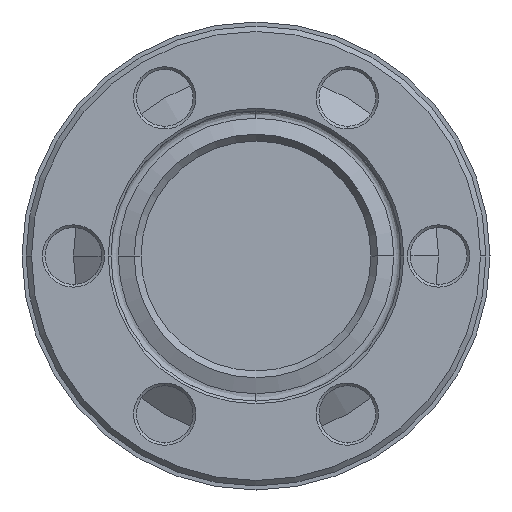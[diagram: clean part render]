
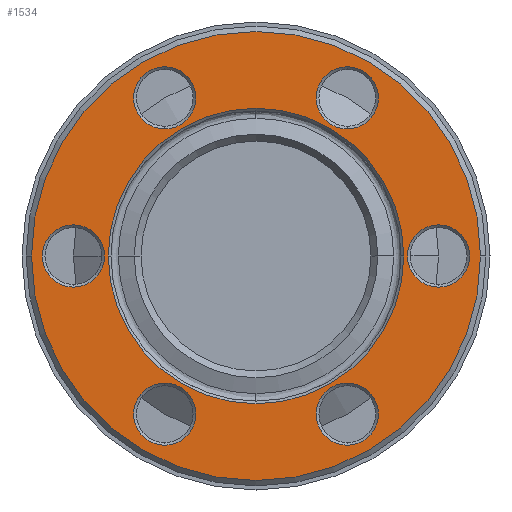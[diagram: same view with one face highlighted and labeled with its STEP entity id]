
A CAD part, left-side view. The second image highlights one B-rep face of the part: STEP entity #1534.
In plain terms, the highlighted planar face has unit normal (-1, 0, 0).
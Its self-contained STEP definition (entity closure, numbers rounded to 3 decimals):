
#206=CARTESIAN_POINT('',(-55.65,16.6,0.0));
#207=VERTEX_POINT('',#206);
#214=CARTESIAN_POINT('',(-55.65,-16.6,0.));
#215=VERTEX_POINT('',#214);
#216=CARTESIAN_POINT('',(-55.65,0.0,0.0));
#217=DIRECTION('',(1.0,0.0,0.0));
#218=DIRECTION('',(0.0,1.0,0.0));
#219=AXIS2_PLACEMENT_3D('',#216,#217,#218);
#220=CIRCLE('',#219,16.6);
#221=EDGE_CURVE('',#207,#215,#220,.T.);
#238=CARTESIAN_POINT('',(-55.65,10.925,0.0));
#239=VERTEX_POINT('',#238);
#248=CARTESIAN_POINT('',(-55.65,-10.925,0.));
#249=VERTEX_POINT('',#248);
#250=CARTESIAN_POINT('',(-55.65,0.0,0.0));
#251=DIRECTION('',(1.0,0.0,0.0));
#252=DIRECTION('',(0.0,1.0,0.0));
#253=AXIS2_PLACEMENT_3D('',#250,#251,#252);
#254=CIRCLE('',#253,10.925);
#255=EDGE_CURVE('',#249,#239,#254,.T.);
#1054=CARTESIAN_POINT('',(-55.65,-6.75,9.391));
#1055=VERTEX_POINT('',#1054);
#1063=CARTESIAN_POINT('',(-55.65,-6.75,13.991));
#1064=VERTEX_POINT('',#1063);
#1071=CARTESIAN_POINT('',(-55.65,-6.75,11.691));
#1072=DIRECTION('',(-1.0,0.0,0.0));
#1073=DIRECTION('',(0.0,0.0,-1.0));
#1074=AXIS2_PLACEMENT_3D('',#1071,#1072,#1073);
#1075=CIRCLE('',#1074,2.3);
#1076=EDGE_CURVE('',#1064,#1055,#1075,.T.);
#1124=CARTESIAN_POINT('',(-55.65,6.75,9.391));
#1125=VERTEX_POINT('',#1124);
#1133=CARTESIAN_POINT('',(-55.65,6.75,13.991));
#1134=VERTEX_POINT('',#1133);
#1141=CARTESIAN_POINT('',(-55.65,6.75,11.691));
#1142=DIRECTION('',(-1.0,0.0,0.0));
#1143=DIRECTION('',(0.0,0.0,-1.0));
#1144=AXIS2_PLACEMENT_3D('',#1141,#1142,#1143);
#1145=CIRCLE('',#1144,2.3);
#1146=EDGE_CURVE('',#1134,#1125,#1145,.T.);
#1194=CARTESIAN_POINT('',(-55.65,-6.75,-13.991));
#1195=VERTEX_POINT('',#1194);
#1203=CARTESIAN_POINT('',(-55.65,-6.75,-9.391));
#1204=VERTEX_POINT('',#1203);
#1211=CARTESIAN_POINT('',(-55.65,-6.75,-11.691));
#1212=DIRECTION('',(-1.0,0.0,0.0));
#1213=DIRECTION('',(0.0,0.0,-1.0));
#1214=AXIS2_PLACEMENT_3D('',#1211,#1212,#1213);
#1215=CIRCLE('',#1214,2.3);
#1216=EDGE_CURVE('',#1204,#1195,#1215,.T.);
#1264=CARTESIAN_POINT('',(-55.65,-13.5,-2.3));
#1265=VERTEX_POINT('',#1264);
#1273=CARTESIAN_POINT('',(-55.65,-13.5,2.3));
#1274=VERTEX_POINT('',#1273);
#1281=CARTESIAN_POINT('',(-55.65,-13.5,0.));
#1282=DIRECTION('',(-1.0,0.0,0.0));
#1283=DIRECTION('',(0.0,0.0,-1.0));
#1284=AXIS2_PLACEMENT_3D('',#1281,#1282,#1283);
#1285=CIRCLE('',#1284,2.3);
#1286=EDGE_CURVE('',#1274,#1265,#1285,.T.);
#1334=CARTESIAN_POINT('',(-55.65,13.5,-2.3));
#1335=VERTEX_POINT('',#1334);
#1343=CARTESIAN_POINT('',(-55.65,13.5,2.3));
#1344=VERTEX_POINT('',#1343);
#1351=CARTESIAN_POINT('',(-55.65,13.5,0.0));
#1352=DIRECTION('',(-1.0,0.0,0.0));
#1353=DIRECTION('',(0.0,0.0,-1.0));
#1354=AXIS2_PLACEMENT_3D('',#1351,#1352,#1353);
#1355=CIRCLE('',#1354,2.3);
#1356=EDGE_CURVE('',#1344,#1335,#1355,.T.);
#1404=CARTESIAN_POINT('',(-55.65,6.75,-13.991));
#1405=VERTEX_POINT('',#1404);
#1413=CARTESIAN_POINT('',(-55.65,6.75,-9.391));
#1414=VERTEX_POINT('',#1413);
#1421=CARTESIAN_POINT('',(-55.65,6.75,-11.691));
#1422=DIRECTION('',(-1.0,0.0,0.0));
#1423=DIRECTION('',(0.0,0.0,-1.0));
#1424=AXIS2_PLACEMENT_3D('',#1421,#1422,#1423);
#1425=CIRCLE('',#1424,2.3);
#1426=EDGE_CURVE('',#1414,#1405,#1425,.T.);
#1437=CARTESIAN_POINT('',(-55.65,6.75,-11.691));
#1438=DIRECTION('',(-1.0,0.0,0.0));
#1439=DIRECTION('',(0.0,0.0,-1.0));
#1440=AXIS2_PLACEMENT_3D('',#1437,#1438,#1439);
#1441=CIRCLE('',#1440,2.3);
#1442=EDGE_CURVE('',#1405,#1414,#1441,.T.);
#1455=CARTESIAN_POINT('',(-55.65,13.762,0.0));
#1456=DIRECTION('',(-1.0,0.0,0.0));
#1457=DIRECTION('',(0.0,0.0,1.0));
#1458=AXIS2_PLACEMENT_3D('',#1455,#1456,#1457);
#1459=PLANE('',#1458);
#1460=ORIENTED_EDGE('',*,*,#221,.F.);
#1461=CARTESIAN_POINT('',(-55.65,0.0,0.0));
#1462=DIRECTION('',(1.0,0.0,0.0));
#1463=DIRECTION('',(0.0,1.0,0.0));
#1464=AXIS2_PLACEMENT_3D('',#1461,#1462,#1463);
#1465=CIRCLE('',#1464,16.6);
#1466=EDGE_CURVE('',#215,#207,#1465,.T.);
#1467=ORIENTED_EDGE('',*,*,#1466,.F.);
#1468=EDGE_LOOP('',(#1460,#1467));
#1469=FACE_OUTER_BOUND('',#1468,.T.);
#1470=ORIENTED_EDGE('',*,*,#1356,.F.);
#1471=CARTESIAN_POINT('',(-55.65,13.5,0.0));
#1472=DIRECTION('',(-1.0,0.0,0.0));
#1473=DIRECTION('',(0.0,0.0,-1.0));
#1474=AXIS2_PLACEMENT_3D('',#1471,#1472,#1473);
#1475=CIRCLE('',#1474,2.3);
#1476=EDGE_CURVE('',#1335,#1344,#1475,.T.);
#1477=ORIENTED_EDGE('',*,*,#1476,.F.);
#1478=EDGE_LOOP('',(#1470,#1477));
#1479=FACE_BOUND('',#1478,.T.);
#1480=ORIENTED_EDGE('',*,*,#1216,.F.);
#1481=CARTESIAN_POINT('',(-55.65,-6.75,-11.691));
#1482=DIRECTION('',(-1.0,0.0,0.0));
#1483=DIRECTION('',(0.0,0.0,-1.0));
#1484=AXIS2_PLACEMENT_3D('',#1481,#1482,#1483);
#1485=CIRCLE('',#1484,2.3);
#1486=EDGE_CURVE('',#1195,#1204,#1485,.T.);
#1487=ORIENTED_EDGE('',*,*,#1486,.F.);
#1488=EDGE_LOOP('',(#1480,#1487));
#1489=FACE_BOUND('',#1488,.T.);
#1490=ORIENTED_EDGE('',*,*,#1076,.F.);
#1491=CARTESIAN_POINT('',(-55.65,-6.75,11.691));
#1492=DIRECTION('',(-1.0,0.0,0.0));
#1493=DIRECTION('',(0.0,0.0,-1.0));
#1494=AXIS2_PLACEMENT_3D('',#1491,#1492,#1493);
#1495=CIRCLE('',#1494,2.3);
#1496=EDGE_CURVE('',#1055,#1064,#1495,.T.);
#1497=ORIENTED_EDGE('',*,*,#1496,.F.);
#1498=EDGE_LOOP('',(#1490,#1497));
#1499=FACE_BOUND('',#1498,.T.);
#1500=CARTESIAN_POINT('',(-55.65,0.0,0.0));
#1501=DIRECTION('',(1.0,0.0,0.0));
#1502=DIRECTION('',(0.0,1.0,0.0));
#1503=AXIS2_PLACEMENT_3D('',#1500,#1501,#1502);
#1504=CIRCLE('',#1503,10.925);
#1505=EDGE_CURVE('',#239,#249,#1504,.T.);
#1506=ORIENTED_EDGE('',*,*,#1505,.T.);
#1507=ORIENTED_EDGE('',*,*,#255,.T.);
#1508=EDGE_LOOP('',(#1506,#1507));
#1509=FACE_BOUND('',#1508,.T.);
#1510=ORIENTED_EDGE('',*,*,#1146,.F.);
#1511=CARTESIAN_POINT('',(-55.65,6.75,11.691));
#1512=DIRECTION('',(-1.0,0.0,0.0));
#1513=DIRECTION('',(0.0,0.0,-1.0));
#1514=AXIS2_PLACEMENT_3D('',#1511,#1512,#1513);
#1515=CIRCLE('',#1514,2.3);
#1516=EDGE_CURVE('',#1125,#1134,#1515,.T.);
#1517=ORIENTED_EDGE('',*,*,#1516,.F.);
#1518=EDGE_LOOP('',(#1510,#1517));
#1519=FACE_BOUND('',#1518,.T.);
#1520=ORIENTED_EDGE('',*,*,#1286,.F.);
#1521=CARTESIAN_POINT('',(-55.65,-13.5,0.));
#1522=DIRECTION('',(-1.0,0.0,0.0));
#1523=DIRECTION('',(0.0,0.0,-1.0));
#1524=AXIS2_PLACEMENT_3D('',#1521,#1522,#1523);
#1525=CIRCLE('',#1524,2.3);
#1526=EDGE_CURVE('',#1265,#1274,#1525,.T.);
#1527=ORIENTED_EDGE('',*,*,#1526,.F.);
#1528=EDGE_LOOP('',(#1520,#1527));
#1529=FACE_BOUND('',#1528,.T.);
#1530=ORIENTED_EDGE('',*,*,#1426,.F.);
#1531=ORIENTED_EDGE('',*,*,#1442,.F.);
#1532=EDGE_LOOP('',(#1530,#1531));
#1533=FACE_BOUND('',#1532,.T.);
#1534=ADVANCED_FACE('',(#1469,#1479,#1489,#1499,#1509,#1519,#1529,#1533),#1459,.T.);
